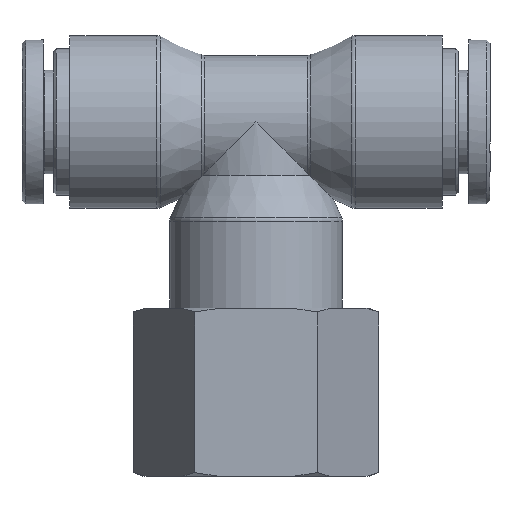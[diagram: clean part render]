
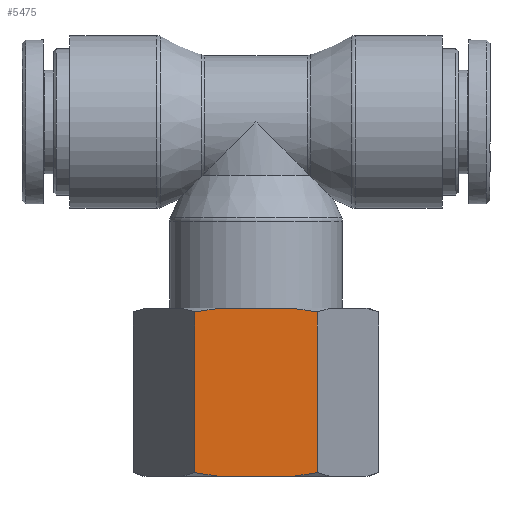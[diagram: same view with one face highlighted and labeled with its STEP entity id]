
A CAD part, front view. The second image highlights one B-rep face of the part: STEP entity #5475.
In plain terms, the highlighted face is planar.
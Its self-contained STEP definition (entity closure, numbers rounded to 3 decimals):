
#4674=CARTESIAN_POINT('',(-33.3,12.404,2.516));
#4675=VERTEX_POINT('',#4674);
#4761=CARTESIAN_POINT('',(-33.3,8.381,9.484));
#4762=VERTEX_POINT('',#4761);
#4770=CARTESIAN_POINT('',(-33.3,12.404,2.516));
#4771=DIRECTION('',(0.0,-0.5,0.866));
#4772=VECTOR('',#4771,8.046);
#4773=LINE('',#4770,#4772);
#4774=EDGE_CURVE('',#4675,#4762,#4773,.T.);
#4881=CARTESIAN_POINT('',(-32.863,6.928,12.));
#4882=VERTEX_POINT('',#4881);
#4896=CARTESIAN_POINT('',(-33.3,8.381,9.484));
#4897=CARTESIAN_POINT('',(-33.14,7.687,10.685));
#4898=CARTESIAN_POINT('',(-32.863,6.928,12.));
#4906=(BOUNDED_CURVE()B_SPLINE_CURVE(2,(#4896,#4897,#4898),.UNSPECIFIED.,.F.,.U.)B_SPLINE_CURVE_WITH_KNOTS((3,3),(0.0,0.308),.UNSPECIFIED.)CURVE()GEOMETRIC_REPRESENTATION_ITEM()RATIONAL_B_SPLINE_CURVE((1.0,1.011,1.01))REPRESENTATION_ITEM(''));
#4907=EDGE_CURVE('',#4762,#4882,#4906,.T.);
#4992=CARTESIAN_POINT('',(-32.863,13.856,0.));
#4993=VERTEX_POINT('',#4992);
#4994=CARTESIAN_POINT('',(-32.863,13.856,0.));
#4995=CARTESIAN_POINT('',(-33.14,13.097,1.315));
#4996=CARTESIAN_POINT('',(-33.3,12.404,2.516));
#5004=(BOUNDED_CURVE()B_SPLINE_CURVE(2,(#4994,#4995,#4996),.UNSPECIFIED.,.F.,.U.)B_SPLINE_CURVE_WITH_KNOTS((3,3),(0.244,0.553),.UNSPECIFIED.)CURVE()GEOMETRIC_REPRESENTATION_ITEM()RATIONAL_B_SPLINE_CURVE((1.01,1.011,1.0))REPRESENTATION_ITEM(''));
#5005=EDGE_CURVE('',#4993,#4675,#5004,.T.);
#5078=CARTESIAN_POINT('',(-14.737,6.928,12.));
#5079=VERTEX_POINT('',#5078);
#5093=CARTESIAN_POINT('',(-14.3,8.381,9.484));
#5094=VERTEX_POINT('',#5093);
#5102=CARTESIAN_POINT('',(-14.737,6.928,12.));
#5103=CARTESIAN_POINT('',(-14.46,7.687,10.685));
#5104=CARTESIAN_POINT('',(-14.3,8.381,9.484));
#5112=(BOUNDED_CURVE()B_SPLINE_CURVE(2,(#5102,#5103,#5104),.UNSPECIFIED.,.F.,.U.)B_SPLINE_CURVE_WITH_KNOTS((3,3),(0.244,0.553),.UNSPECIFIED.)CURVE()GEOMETRIC_REPRESENTATION_ITEM()RATIONAL_B_SPLINE_CURVE((1.01,1.011,1.0))REPRESENTATION_ITEM(''));
#5113=EDGE_CURVE('',#5079,#5094,#5112,.T.);
#5123=CARTESIAN_POINT('',(-14.3,12.404,2.516));
#5124=VERTEX_POINT('',#5123);
#5125=CARTESIAN_POINT('',(-14.737,13.856,0.));
#5126=VERTEX_POINT('',#5125);
#5127=CARTESIAN_POINT('',(-14.3,12.404,2.516));
#5128=CARTESIAN_POINT('',(-14.46,13.097,1.315));
#5129=CARTESIAN_POINT('',(-14.737,13.856,0.));
#5137=(BOUNDED_CURVE()B_SPLINE_CURVE(2,(#5127,#5128,#5129),.UNSPECIFIED.,.F.,.U.)B_SPLINE_CURVE_WITH_KNOTS((3,3),(0.0,0.308),.UNSPECIFIED.)CURVE()GEOMETRIC_REPRESENTATION_ITEM()RATIONAL_B_SPLINE_CURVE((1.0,1.011,1.01))REPRESENTATION_ITEM(''));
#5138=EDGE_CURVE('',#5124,#5126,#5137,.T.);
#5319=CARTESIAN_POINT('',(-14.3,8.381,9.484));
#5320=DIRECTION('',(0.,0.5,-0.866));
#5321=VECTOR('',#5320,8.046);
#5322=LINE('',#5319,#5321);
#5323=EDGE_CURVE('',#5094,#5124,#5322,.T.);
#5393=CARTESIAN_POINT('',(-14.737,13.856,0.));
#5394=DIRECTION('',(-1.0,0.0,0.0));
#5395=VECTOR('',#5394,18.126);
#5396=LINE('',#5393,#5395);
#5397=EDGE_CURVE('',#5126,#4993,#5396,.T.);
#5455=CARTESIAN_POINT('',(-14.3,6.928,12.));
#5456=DIRECTION('',(0.,0.866,0.5));
#5457=DIRECTION('',(0.,0.5,-0.866));
#5458=AXIS2_PLACEMENT_3D('',#5455,#5456,#5457);
#5459=PLANE('',#5458);
#5460=ORIENTED_EDGE('',*,*,#5005,.T.);
#5461=ORIENTED_EDGE('',*,*,#4774,.T.);
#5462=ORIENTED_EDGE('',*,*,#4907,.T.);
#5463=CARTESIAN_POINT('',(-14.737,6.928,12.));
#5464=DIRECTION('',(-1.0,0.0,0.0));
#5465=VECTOR('',#5464,18.126);
#5466=LINE('',#5463,#5465);
#5467=EDGE_CURVE('',#5079,#4882,#5466,.T.);
#5468=ORIENTED_EDGE('',*,*,#5467,.F.);
#5469=ORIENTED_EDGE('',*,*,#5113,.T.);
#5470=ORIENTED_EDGE('',*,*,#5323,.T.);
#5471=ORIENTED_EDGE('',*,*,#5138,.T.);
#5472=ORIENTED_EDGE('',*,*,#5397,.T.);
#5473=EDGE_LOOP('',(#5460,#5461,#5462,#5468,#5469,#5470,#5471,#5472));
#5474=FACE_OUTER_BOUND('',#5473,.T.);
#5475=ADVANCED_FACE('',(#5474),#5459,.T.);
